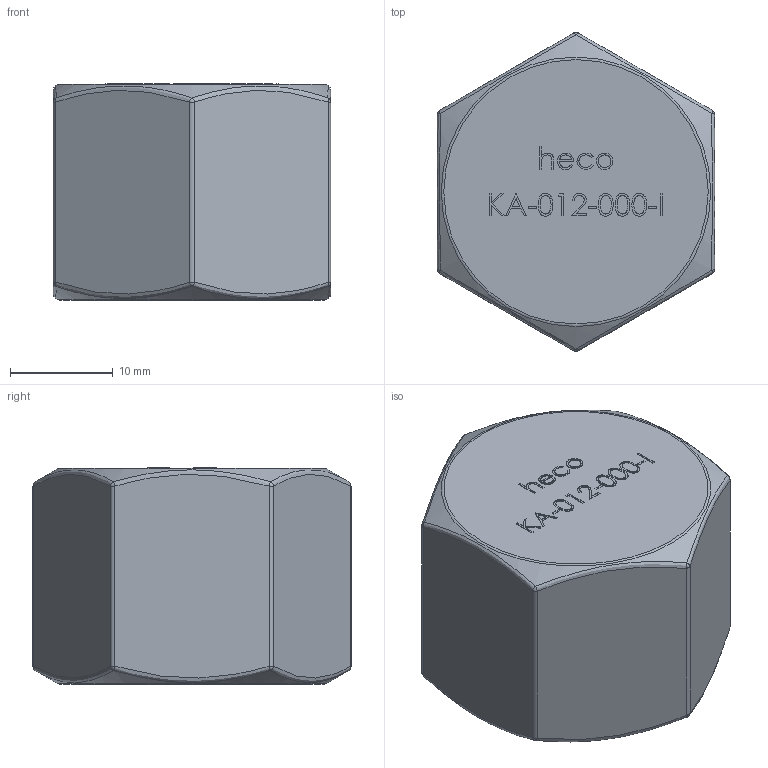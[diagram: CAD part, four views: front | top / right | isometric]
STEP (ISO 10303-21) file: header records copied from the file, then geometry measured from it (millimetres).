
FILE_DESCRIPTION (( 'STEP AP214' ), '1' );
FILE_NAME ('KA-012-000-I 2310.STEP', '2023-10-09T10:50:37', ( '' ), ( '' ), 'SwSTEP 2.0', 'SolidWorks 2019', '' );
FILE_SCHEMA (( 'AUTOMOTIVE_DESIGN' ));
Length unit declared in the file: millimetre
Products named in the file (1): KA-012-000-I 2310
Bounding box: 27 x 31.02 x 21.04 mm (x, y, z)
Volume: 8492.5 mm3; surface area: 4057.2 mm2
Topology: 1 solids, 1 shells, 209 faces, 519 edges, 332 vertices
Faces by surface type: plane 95, bspline 89, sphere 12, cylinder 7, cone 3, torus 3
Full cylindrical faces by diameter (mm): 18.631 x1
Entity records: 13496 total; most frequent: CARTESIAN_POINT 7283, ORIENTED_EDGE 1000, DIRECTION 608, EDGE_CURVE 500, VERTEX_POINT 324, VECTOR 278, LINE 278, EDGE_LOOP 240
